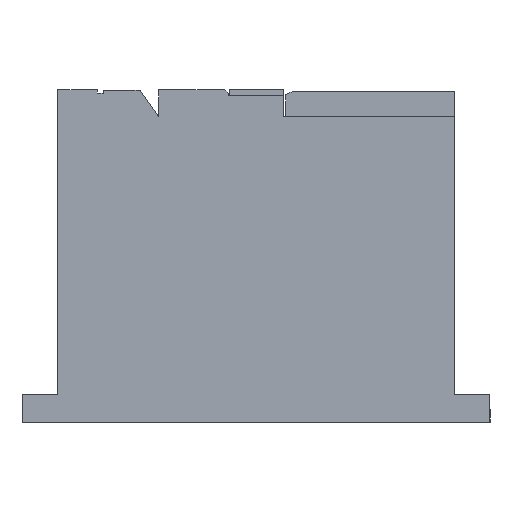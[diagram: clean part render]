
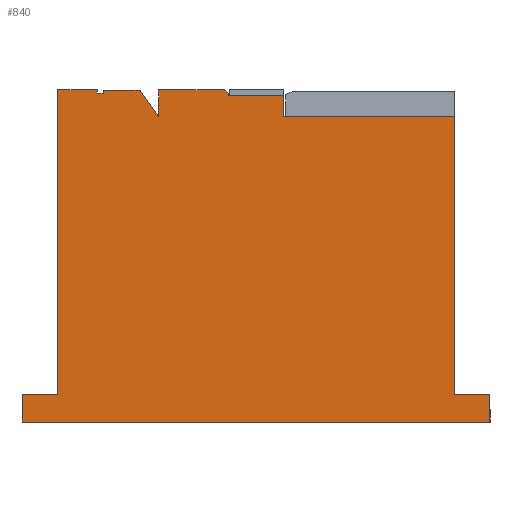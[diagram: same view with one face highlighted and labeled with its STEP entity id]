
A CAD part, left-side view. The second image highlights one B-rep face of the part: STEP entity #840.
In plain terms, the highlighted planar face has unit normal (-1, 0, 0).
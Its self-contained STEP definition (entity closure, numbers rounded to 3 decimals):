
#34=FACE_OUTER_BOUND('',#93,.T.);
#93=EDGE_LOOP('',(#444,#445,#446,#447,#448,#449,#450,#451,#452,#453,#454,
#455,#456,#457,#458,#459,#460,#461,#462,#463,#464,#465,#466,#467,#468));
#153=VERTEX_POINT('',#16691);
#154=VERTEX_POINT('',#16692);
#155=VERTEX_POINT('',#16694);
#156=VERTEX_POINT('',#16696);
#157=VERTEX_POINT('',#16698);
#158=VERTEX_POINT('',#16700);
#159=VERTEX_POINT('',#16702);
#160=VERTEX_POINT('',#16704);
#161=VERTEX_POINT('',#16706);
#162=VERTEX_POINT('',#16708);
#163=VERTEX_POINT('',#16710);
#164=VERTEX_POINT('',#16712);
#165=VERTEX_POINT('',#16714);
#166=VERTEX_POINT('',#16716);
#167=VERTEX_POINT('',#16718);
#168=VERTEX_POINT('',#16720);
#169=VERTEX_POINT('',#16722);
#170=VERTEX_POINT('',#16724);
#171=VERTEX_POINT('',#16726);
#172=VERTEX_POINT('',#16728);
#173=VERTEX_POINT('',#16730);
#174=VERTEX_POINT('',#16732);
#175=VERTEX_POINT('',#16734);
#176=VERTEX_POINT('',#16736);
#177=VERTEX_POINT('',#16738);
#269=EDGE_CURVE('',#153,#154,#6529,.T.);
#270=EDGE_CURVE('',#154,#155,#6530,.T.);
#271=EDGE_CURVE('',#155,#156,#6531,.T.);
#272=EDGE_CURVE('',#156,#157,#6532,.T.);
#273=EDGE_CURVE('',#157,#158,#1025,.T.);
#274=EDGE_CURVE('',#158,#159,#6533,.T.);
#275=EDGE_CURVE('',#159,#160,#1026,.T.);
#276=EDGE_CURVE('',#160,#161,#6534,.T.);
#277=EDGE_CURVE('',#161,#162,#6535,.T.);
#278=EDGE_CURVE('',#162,#163,#1027,.T.);
#279=EDGE_CURVE('',#163,#164,#6536,.T.);
#280=EDGE_CURVE('',#164,#165,#6537,.T.);
#281=EDGE_CURVE('',#165,#166,#6538,.T.);
#282=EDGE_CURVE('',#166,#167,#6539,.T.);
#283=EDGE_CURVE('',#167,#168,#6540,.T.);
#284=EDGE_CURVE('',#168,#169,#6541,.T.);
#285=EDGE_CURVE('',#169,#170,#6542,.T.);
#286=EDGE_CURVE('',#170,#171,#6543,.T.);
#287=EDGE_CURVE('',#171,#172,#6544,.T.);
#288=EDGE_CURVE('',#172,#173,#6545,.T.);
#289=EDGE_CURVE('',#173,#174,#6546,.T.);
#290=EDGE_CURVE('',#174,#175,#6547,.T.);
#291=EDGE_CURVE('',#175,#176,#6548,.T.);
#292=EDGE_CURVE('',#176,#177,#6549,.T.);
#293=EDGE_CURVE('',#177,#153,#6550,.T.);
#444=ORIENTED_EDGE('',*,*,#269,.T.);
#445=ORIENTED_EDGE('',*,*,#270,.T.);
#446=ORIENTED_EDGE('',*,*,#271,.T.);
#447=ORIENTED_EDGE('',*,*,#272,.T.);
#448=ORIENTED_EDGE('',*,*,#273,.T.);
#449=ORIENTED_EDGE('',*,*,#274,.T.);
#450=ORIENTED_EDGE('',*,*,#275,.T.);
#451=ORIENTED_EDGE('',*,*,#276,.T.);
#452=ORIENTED_EDGE('',*,*,#277,.T.);
#453=ORIENTED_EDGE('',*,*,#278,.T.);
#454=ORIENTED_EDGE('',*,*,#279,.T.);
#455=ORIENTED_EDGE('',*,*,#280,.T.);
#456=ORIENTED_EDGE('',*,*,#281,.T.);
#457=ORIENTED_EDGE('',*,*,#282,.T.);
#458=ORIENTED_EDGE('',*,*,#283,.T.);
#459=ORIENTED_EDGE('',*,*,#284,.T.);
#460=ORIENTED_EDGE('',*,*,#285,.T.);
#461=ORIENTED_EDGE('',*,*,#286,.T.);
#462=ORIENTED_EDGE('',*,*,#287,.T.);
#463=ORIENTED_EDGE('',*,*,#288,.T.);
#464=ORIENTED_EDGE('',*,*,#289,.T.);
#465=ORIENTED_EDGE('',*,*,#290,.T.);
#466=ORIENTED_EDGE('',*,*,#291,.T.);
#467=ORIENTED_EDGE('',*,*,#292,.T.);
#468=ORIENTED_EDGE('',*,*,#293,.T.);
#796=PLANE('',#8686);
#840=ADVANCED_FACE('',(#34),#796,.T.);
#1025=CIRCLE('',#8687,0.5);
#1026=CIRCLE('',#8688,0.5);
#1027=CIRCLE('',#8689,0.5);
#6529=LINE('',#16693,#8415);
#6530=LINE('',#16695,#8416);
#6531=LINE('',#16697,#8417);
#6532=LINE('',#16699,#8418);
#6533=LINE('',#16703,#8419);
#6534=LINE('',#16707,#8420);
#6535=LINE('',#16709,#8421);
#6536=LINE('',#16713,#8422);
#6537=LINE('',#16715,#8423);
#6538=LINE('',#16717,#8424);
#6539=LINE('',#16719,#8425);
#6540=LINE('',#16721,#8426);
#6541=LINE('',#16723,#8427);
#6542=LINE('',#16725,#8428);
#6543=LINE('',#16727,#8429);
#6544=LINE('',#16729,#8430);
#6545=LINE('',#16731,#8431);
#6546=LINE('',#16733,#8432);
#6547=LINE('',#16735,#8433);
#6548=LINE('',#16737,#8434);
#6549=LINE('',#16739,#8435);
#6550=LINE('',#16740,#8436);
#8415=VECTOR('',#10770,1.);
#8416=VECTOR('',#10771,1.);
#8417=VECTOR('',#10772,1.);
#8418=VECTOR('',#10773,1.);
#8419=VECTOR('',#10776,1.);
#8420=VECTOR('',#10779,1.);
#8421=VECTOR('',#10780,1.);
#8422=VECTOR('',#10783,1.);
#8423=VECTOR('',#10784,1.);
#8424=VECTOR('',#10785,1.);
#8425=VECTOR('',#10786,1.);
#8426=VECTOR('',#10787,1.);
#8427=VECTOR('',#10788,1.);
#8428=VECTOR('',#10789,1.);
#8429=VECTOR('',#10790,1.);
#8430=VECTOR('',#10791,1.);
#8431=VECTOR('',#10792,1.);
#8432=VECTOR('',#10793,1.);
#8433=VECTOR('',#10794,1.);
#8434=VECTOR('',#10795,1.);
#8435=VECTOR('',#10796,1.);
#8436=VECTOR('',#10797,1.);
#8686=AXIS2_PLACEMENT_3D('',#16690,#10768,#10769);
#8687=AXIS2_PLACEMENT_3D('',#16701,#10774,#10775);
#8688=AXIS2_PLACEMENT_3D('',#16705,#10777,#10778);
#8689=AXIS2_PLACEMENT_3D('',#16711,#10781,#10782);
#10768=DIRECTION('center_axis',(-1.,0.,0.));
#10769=DIRECTION('ref_axis',(0.,0.,1.));
#10770=DIRECTION('',(0.,1.,0.));
#10771=DIRECTION('',(0.,0.,1.));
#10772=DIRECTION('',(0.,1.,0.));
#10773=DIRECTION('',(0.,0.,1.));
#10774=DIRECTION('center_axis',(1.,0.,0.));
#10775=DIRECTION('ref_axis',(0.,0.275,-0.961));
#10776=DIRECTION('',(0.,0.087,0.996));
#10777=DIRECTION('center_axis',(-1.,0.,0.));
#10778=DIRECTION('ref_axis',(0.,-0.996,0.087));
#10779=DIRECTION('',(0.,0.707,0.707));
#10780=DIRECTION('',(0.,0.709,0.705));
#10781=DIRECTION('center_axis',(-1.,0.,0.));
#10782=DIRECTION('ref_axis',(0.,-0.705,0.709));
#10783=DIRECTION('',(0.,1.,0.));
#10784=DIRECTION('',(0.,0.,-1.));
#10785=DIRECTION('',(0.,0.568,0.823));
#10786=DIRECTION('',(0.,1.,0.));
#10787=DIRECTION('',(0.,0.,-1.));
#10788=DIRECTION('',(0.,1.,0.));
#10789=DIRECTION('',(0.,0.,1.));
#10790=DIRECTION('',(0.,1.,0.));
#10791=DIRECTION('',(0.,0.,-1.));
#10792=DIRECTION('',(0.,1.,0.));
#10793=DIRECTION('',(0.,0.,-1.));
#10794=DIRECTION('',(0.,-1.,0.));
#10795=DIRECTION('',(0.,0.,1.));
#10796=DIRECTION('',(0.,1.,0.));
#10797=DIRECTION('',(0.,0.,1.));
#16690=CARTESIAN_POINT('Origin',(0.,154.5,5.516));
#16691=CARTESIAN_POINT('',(0.,-77.5,119.471));
#16692=CARTESIAN_POINT('',(0.,-10.88,119.471));
#16693=CARTESIAN_POINT('',(0.,38.519,119.471));
#16694=CARTESIAN_POINT('',(0.,-10.88,127.859));
#16695=CARTESIAN_POINT('',(0.,-10.88,119.471));
#16696=CARTESIAN_POINT('',(0.,10.509,127.859));
#16697=CARTESIAN_POINT('',(0.,-10.88,127.859));
#16698=CARTESIAN_POINT('',(0.,10.509,127.878));
#16699=CARTESIAN_POINT('',(0.,10.509,127.859));
#16700=CARTESIAN_POINT('',(0.,10.869,128.314));
#16701=CARTESIAN_POINT('Origin',(0.,10.371,128.359));
#16702=CARTESIAN_POINT('',(0.,10.89,128.552));
#16703=CARTESIAN_POINT('',(0.,10.869,128.314));
#16704=CARTESIAN_POINT('',(0.,11.035,128.862));
#16705=CARTESIAN_POINT('Origin',(0.,11.388,128.508));
#16706=CARTESIAN_POINT('',(0.,11.767,129.594));
#16707=CARTESIAN_POINT('',(0.,11.035,128.862));
#16708=CARTESIAN_POINT('',(0.,12.029,129.855));
#16709=CARTESIAN_POINT('',(0.,11.767,129.594));
#16710=CARTESIAN_POINT('',(0.,12.382,130.));
#16711=CARTESIAN_POINT('Origin',(0.,12.382,129.5));
#16712=CARTESIAN_POINT('',(0.,38.109,130.));
#16713=CARTESIAN_POINT('',(0.,12.382,130.));
#16714=CARTESIAN_POINT('',(0.,38.109,119.475));
#16715=CARTESIAN_POINT('',(0.,38.109,130.));
#16716=CARTESIAN_POINT('',(0.,45.307,129.909));
#16717=CARTESIAN_POINT('',(0.,38.109,119.475));
#16718=CARTESIAN_POINT('',(0.,59.757,129.909));
#16719=CARTESIAN_POINT('',(0.,45.307,129.909));
#16720=CARTESIAN_POINT('',(0.,59.757,128.709));
#16721=CARTESIAN_POINT('',(0.,59.757,129.909));
#16722=CARTESIAN_POINT('',(0.,62.001,128.709));
#16723=CARTESIAN_POINT('',(0.,59.757,128.709));
#16724=CARTESIAN_POINT('',(0.,62.001,130.));
#16725=CARTESIAN_POINT('',(0.,62.001,128.709));
#16726=CARTESIAN_POINT('',(0.,77.5,130.));
#16727=CARTESIAN_POINT('',(0.,62.001,130.));
#16728=CARTESIAN_POINT('',(0.,77.5,11.032));
#16729=CARTESIAN_POINT('',(0.,77.5,130.));
#16730=CARTESIAN_POINT('',(0.,91.5,11.032));
#16731=CARTESIAN_POINT('',(0.,77.5,11.032));
#16732=CARTESIAN_POINT('',(0.,91.5,0.));
#16733=CARTESIAN_POINT('',(0.,91.5,11.032));
#16734=CARTESIAN_POINT('',(0.,-91.5,0.));
#16735=CARTESIAN_POINT('',(0.,91.5,0.));
#16736=CARTESIAN_POINT('',(0.,-91.5,11.032));
#16737=CARTESIAN_POINT('',(0.,-91.5,0.));
#16738=CARTESIAN_POINT('',(0.,-77.5,11.032));
#16739=CARTESIAN_POINT('',(0.,-91.5,11.032));
#16740=CARTESIAN_POINT('',(0.,-77.5,35.258));
